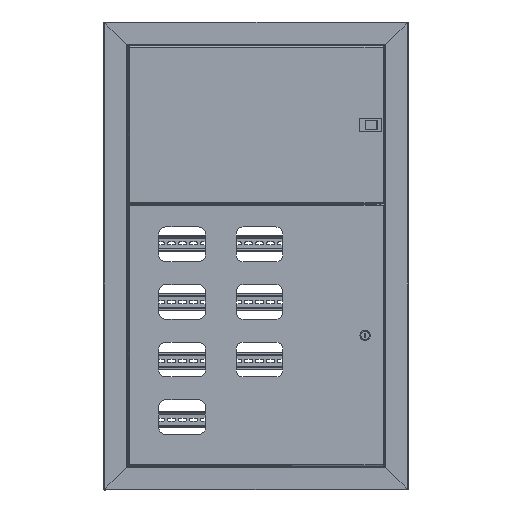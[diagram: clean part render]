
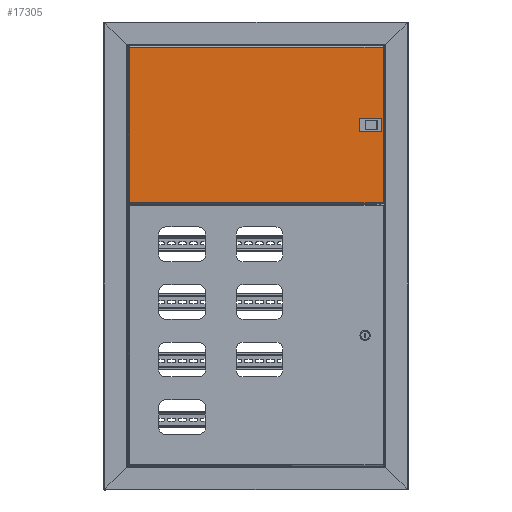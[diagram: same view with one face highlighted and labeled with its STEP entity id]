
A CAD part, top view. The second image highlights one B-rep face of the part: STEP entity #17305.
In plain terms, the highlighted planar face has unit normal (0, 0, 1).
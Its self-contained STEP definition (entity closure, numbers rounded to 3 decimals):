
#43 = VERTEX_POINT ( 'NONE', #9324 ) ;
#2437 = DIRECTION ( 'NONE',  ( -1., 0., 0. ) ) ;
#2607 = CARTESIAN_POINT ( 'NONE',  ( 181.2, 48.5, 0. ) ) ;
#4778 = DIRECTION ( 'NONE',  ( 0., 1., 0. ) ) ;
#4798 = VECTOR ( 'NONE', #33947, 1000. ) ;
#5678 = FACE_BOUND ( 'NONE', #10315, .T. ) ;
#6671 = LINE ( 'NONE', #28871, #24593 ) ;
#7333 = DIRECTION ( 'NONE',  ( 1., 0., 0. ) ) ;
#7687 = EDGE_LOOP ( 'NONE', ( #33819, #28405, #11485, #16180 ) ) ;
#7708 = VERTEX_POINT ( 'NONE', #8232 ) ;
#8232 = CARTESIAN_POINT ( 'NONE',  ( 1.7, 544., 0. ) ) ;
#8312 = DIRECTION ( 'NONE',  ( 0., 0., -1. ) ) ;
#8406 = VECTOR ( 'NONE', #9492, 1000. ) ;
#9324 = CARTESIAN_POINT ( 'NONE',  ( 155.2, 10., 0. ) ) ;
#9492 = DIRECTION ( 'NONE',  ( -1., 0., 0. ) ) ;
#9578 = CARTESIAN_POINT ( 'NONE',  ( 1.7, 1.7, 0. ) ) ;
#9594 = CARTESIAN_POINT ( 'NONE',  ( 155.2, 10., 0. ) ) ;
#10315 = EDGE_LOOP ( 'NONE', ( #10549, #27450, #21593, #12971 ) ) ;
#10364 = CARTESIAN_POINT ( 'NONE',  ( 1.7, 1.7, 0. ) ) ;
#10549 = ORIENTED_EDGE ( 'NONE', *, *, #22525, .F. ) ;
#10566 = DIRECTION ( 'NONE',  ( 1., 0., 0. ) ) ;
#11485 = ORIENTED_EDGE ( 'NONE', *, *, #23625, .T. ) ;
#11756 = LINE ( 'NONE', #15217, #8406 ) ;
#11798 = CARTESIAN_POINT ( 'NONE',  ( 181.2, 48.5, 0. ) ) ;
#12542 = LINE ( 'NONE', #37000, #4798 ) ;
#12971 = ORIENTED_EDGE ( 'NONE', *, *, #21210, .F. ) ;
#13419 = VERTEX_POINT ( 'NONE', #9578 ) ;
#14636 = FACE_OUTER_BOUND ( 'NONE', #7687, .T. ) ;
#14664 = VECTOR ( 'NONE', #7333, 1000. ) ;
#15069 = EDGE_CURVE ( 'NONE', #7708, #13419, #6671, .T. ) ;
#15217 = CARTESIAN_POINT ( 'NONE',  ( 155.2, 48.5, 0. ) ) ;
#15423 = EDGE_CURVE ( 'NONE', #38253, #25016, #32689, .T. ) ;
#16180 = ORIENTED_EDGE ( 'NONE', *, *, #15069, .T. ) ;
#16918 = CARTESIAN_POINT ( 'NONE',  ( 181.2, 10., 0. ) ) ;
#17305 = ADVANCED_FACE ( 'NONE', ( #5678, #14636 ), #18089, .F. ) ;
#18089 = PLANE ( 'NONE',  #20944 ) ;
#18758 = VECTOR ( 'NONE', #4778, 1000. ) ;
#20098 = CARTESIAN_POINT ( 'NONE',  ( 334.993, 544., 0. ) ) ;
#20460 = CARTESIAN_POINT ( 'NONE',  ( 334.7, 0., 0. ) ) ;
#20467 = VERTEX_POINT ( 'NONE', #2607 ) ;
#20516 = EDGE_CURVE ( 'NONE', #26980, #43, #12542, .T. ) ;
#20944 = AXIS2_PLACEMENT_3D ( 'NONE', #27069, #8312, #2437 ) ;
#21210 = EDGE_CURVE ( 'NONE', #36080, #20467, #30349, .T. ) ;
#21338 = VECTOR ( 'NONE', #10566, 1000. ) ;
#21593 = ORIENTED_EDGE ( 'NONE', *, *, #28293, .F. ) ;
#22038 = LINE ( 'NONE', #9594, #14664 ) ;
#22525 = EDGE_CURVE ( 'NONE', #43, #36080, #22038, .T. ) ;
#22980 = DIRECTION ( 'NONE',  ( 0., -1., 0. ) ) ;
#23148 = DIRECTION ( 'NONE',  ( -1., 0., 0. ) ) ;
#23625 = EDGE_CURVE ( 'NONE', #25016, #7708, #26197, .T. ) ;
#24593 = VECTOR ( 'NONE', #22980, 1000. ) ;
#25016 = VERTEX_POINT ( 'NONE', #38778 ) ;
#26133 = DIRECTION ( 'NONE',  ( 0., 1., 0. ) ) ;
#26197 = LINE ( 'NONE', #20098, #39437 ) ;
#26892 = CARTESIAN_POINT ( 'NONE',  ( 334.7, 1.7, 0. ) ) ;
#26980 = VERTEX_POINT ( 'NONE', #35946 ) ;
#27069 = CARTESIAN_POINT ( 'NONE',  ( 0., 545.7, 0. ) ) ;
#27450 = ORIENTED_EDGE ( 'NONE', *, *, #20516, .F. ) ;
#28293 = EDGE_CURVE ( 'NONE', #20467, #26980, #11756, .T. ) ;
#28405 = ORIENTED_EDGE ( 'NONE', *, *, #15423, .T. ) ;
#28871 = CARTESIAN_POINT ( 'NONE',  ( 1.7, 544.293, 0. ) ) ;
#29108 = LINE ( 'NONE', #10364, #21338 ) ;
#30349 = LINE ( 'NONE', #11798, #31513 ) ;
#31513 = VECTOR ( 'NONE', #26133, 1000. ) ;
#31951 = EDGE_CURVE ( 'NONE', #13419, #38253, #29108, .T. ) ;
#32689 = LINE ( 'NONE', #20460, #18758 ) ;
#33819 = ORIENTED_EDGE ( 'NONE', *, *, #31951, .T. ) ;
#33947 = DIRECTION ( 'NONE',  ( 0., -1., 0. ) ) ;
#35946 = CARTESIAN_POINT ( 'NONE',  ( 155.2, 48.5, 0. ) ) ;
#36080 = VERTEX_POINT ( 'NONE', #16918 ) ;
#37000 = CARTESIAN_POINT ( 'NONE',  ( 155.2, 48.5, 0. ) ) ;
#38253 = VERTEX_POINT ( 'NONE', #26892 ) ;
#38778 = CARTESIAN_POINT ( 'NONE',  ( 334.7, 544., 0. ) ) ;
#39437 = VECTOR ( 'NONE', #23148, 1000. ) ;
